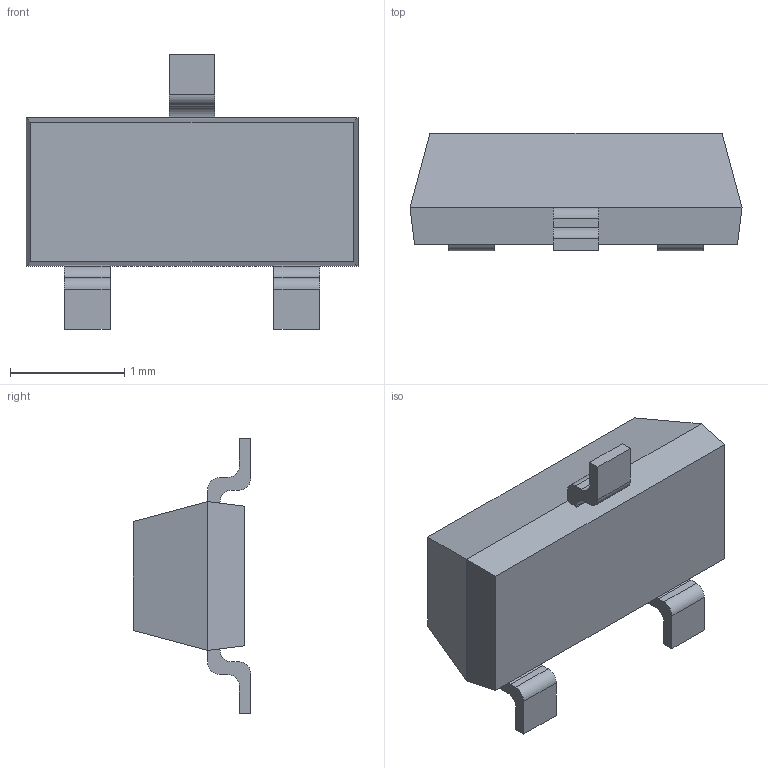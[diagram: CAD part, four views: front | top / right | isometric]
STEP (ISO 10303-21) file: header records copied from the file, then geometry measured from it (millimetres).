
FILE_DESCRIPTION (( 'STEP AP214' ), '1' );
FILE_NAME ('BC817-40-7-F.STEP', '2022-09-15T09:20:58', ( '' ), ( '' ), 'SwSTEP 2.0', 'SolidWorks 2018', '' );
FILE_SCHEMA (( 'AUTOMOTIVE_DESIGN' ));
Length unit declared in the file: millimetre
Products named in the file (1): BC817-40-7-F
Bounding box: 2.9 x 1.02 x 2.4 mm (x, y, z)
Volume: 3.3 mm3; surface area: 16.2 mm2
Topology: 3 solids, 3 shells, 53 faces, 137 edges, 90 vertices
Faces by surface type: plane 41, cylinder 12
Entity records: 1765 total; most frequent: CARTESIAN_POINT 281, ORIENTED_EDGE 274, DIRECTION 269, EDGE_CURVE 137, VECTOR 113, LINE 113, VERTEX_POINT 90, AXIS2_PLACEMENT_3D 78
